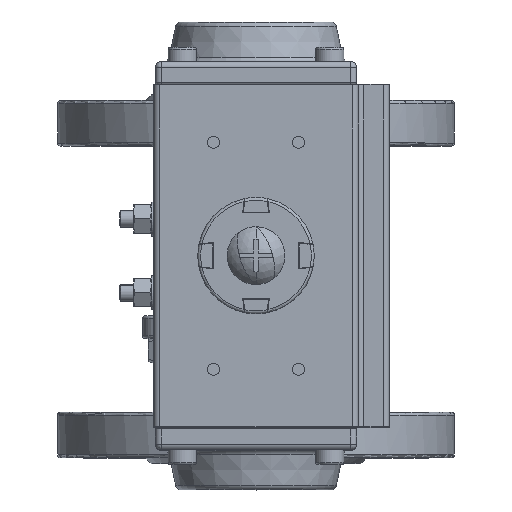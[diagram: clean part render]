
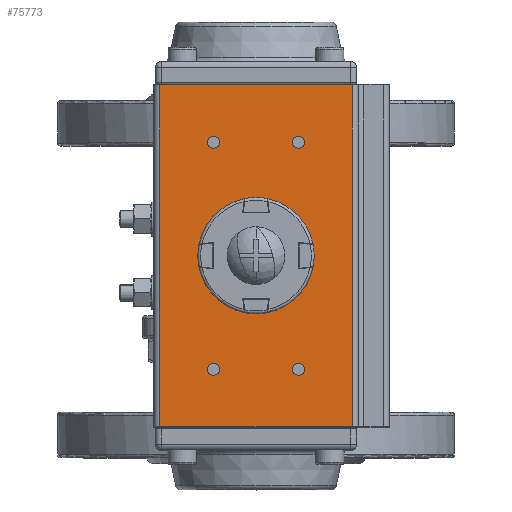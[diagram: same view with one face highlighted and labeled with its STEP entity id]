
A CAD part, top view. The second image highlights one B-rep face of the part: STEP entity #75773.
In plain terms, the highlighted planar face has unit normal (0, 0, 1).
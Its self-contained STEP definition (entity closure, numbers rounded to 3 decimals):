
#75634=CARTESIAN_POINT('',(-34.,-60.5,160.));
#75635=DIRECTION('',(0.,-0.,-1.));
#75636=DIRECTION('',(1.,-0.,0.));
#75637=AXIS2_PLACEMENT_3D('',#75634,#75635,#75636);
#75638=PLANE('',#75637);
#75639=CARTESIAN_POINT('',(-15.,37.9,160.));
#75640=VERTEX_POINT('',#75639);
#75641=CARTESIAN_POINT('',(-15.,42.1,160.));
#75642=VERTEX_POINT('',#75641);
#75643=CARTESIAN_POINT('',(-15.,40.,160.));
#75644=DIRECTION('',(-0.,0.,1.));
#75645=DIRECTION('',(-0.,-1.,0.));
#75646=AXIS2_PLACEMENT_3D('',#75643,#75644,#75645);
#75647=CIRCLE('',#75646,2.1);
#75648=EDGE_CURVE('NONE',#75640,#75642,#75647,.T.);
#75649=ORIENTED_EDGE('',*,*,#75648,.F.);
#75650=CARTESIAN_POINT('',(-15.,40.,160.));
#75651=DIRECTION('',(-0.,0.,1.));
#75652=DIRECTION('',(-0.,-1.,0.));
#75653=AXIS2_PLACEMENT_3D('',#75650,#75651,#75652);
#75654=CIRCLE('',#75653,2.1);
#75655=EDGE_CURVE('NONE',#75642,#75640,#75654,.T.);
#75656=ORIENTED_EDGE('',*,*,#75655,.F.);
#75657=EDGE_LOOP('',(#75649,#75656));
#75658=FACE_BOUND('',#75657,.T.);
#75659=CARTESIAN_POINT('',(15.,37.9,160.));
#75660=VERTEX_POINT('',#75659);
#75661=CARTESIAN_POINT('',(15.,42.1,160.));
#75662=VERTEX_POINT('',#75661);
#75663=CARTESIAN_POINT('',(15.,40.,160.));
#75664=DIRECTION('',(-0.,0.,1.));
#75665=DIRECTION('',(-0.,-1.,0.));
#75666=AXIS2_PLACEMENT_3D('',#75663,#75664,#75665);
#75667=CIRCLE('',#75666,2.1);
#75668=EDGE_CURVE('NONE',#75660,#75662,#75667,.T.);
#75669=ORIENTED_EDGE('',*,*,#75668,.F.);
#75670=CARTESIAN_POINT('',(15.,40.,160.));
#75671=DIRECTION('',(-0.,0.,1.));
#75672=DIRECTION('',(-0.,-1.,0.));
#75673=AXIS2_PLACEMENT_3D('',#75670,#75671,#75672);
#75674=CIRCLE('',#75673,2.1);
#75675=EDGE_CURVE('NONE',#75662,#75660,#75674,.T.);
#75676=ORIENTED_EDGE('',*,*,#75675,.F.);
#75677=EDGE_LOOP('',(#75669,#75676));
#75678=FACE_BOUND('',#75677,.T.);
#75679=CARTESIAN_POINT('',(34.,-60.279,160.));
#75680=VERTEX_POINT('',#75679);
#75681=CARTESIAN_POINT('',(34.,60.279,160.));
#75682=VERTEX_POINT('',#75681);
#75683=CARTESIAN_POINT('',(34.,-60.279,160.));
#75684=DIRECTION('',(0.,1.,-0.));
#75685=VECTOR('',#75684,120.558);
#75686=LINE('',#75683,#75685);
#75687=EDGE_CURVE('',#75680,#75682,#75686,.T.);
#75688=ORIENTED_EDGE('',*,*,#75687,.T.);
#75689=CARTESIAN_POINT('',(-34.,60.279,160.));
#75690=VERTEX_POINT('',#75689);
#75691=CARTESIAN_POINT('',(34.,60.279,160.));
#75692=DIRECTION('',(-1.,0.,-0.));
#75693=VECTOR('',#75692,68.);
#75694=LINE('',#75691,#75693);
#75695=EDGE_CURVE('',#75682,#75690,#75694,.T.);
#75696=ORIENTED_EDGE('',*,*,#75695,.T.);
#75697=CARTESIAN_POINT('',(-34.,-60.279,160.));
#75698=VERTEX_POINT('',#75697);
#75699=CARTESIAN_POINT('',(-34.,-60.279,160.));
#75700=DIRECTION('',(0.,1.,-0.));
#75701=VECTOR('',#75700,120.558);
#75702=LINE('',#75699,#75701);
#75703=EDGE_CURVE('',#75698,#75690,#75702,.T.);
#75704=ORIENTED_EDGE('',*,*,#75703,.F.);
#75705=CARTESIAN_POINT('',(-34.,-60.279,160.));
#75706=DIRECTION('',(1.,-0.,0.));
#75707=VECTOR('',#75706,68.);
#75708=LINE('',#75705,#75707);
#75709=EDGE_CURVE('',#75698,#75680,#75708,.T.);
#75710=ORIENTED_EDGE('',*,*,#75709,.T.);
#75711=EDGE_LOOP('',(#75688,#75696,#75704,#75710));
#75712=FACE_BOUND('',#75711,.T.);
#75713=CARTESIAN_POINT('',(-15.,-42.1,160.));
#75714=VERTEX_POINT('',#75713);
#75715=CARTESIAN_POINT('',(-15.,-37.9,160.));
#75716=VERTEX_POINT('',#75715);
#75717=CARTESIAN_POINT('',(-15.,-40.,160.));
#75718=DIRECTION('',(-0.,0.,1.));
#75719=DIRECTION('',(-0.,-1.,0.));
#75720=AXIS2_PLACEMENT_3D('',#75717,#75718,#75719);
#75721=CIRCLE('',#75720,2.1);
#75722=EDGE_CURVE('NONE',#75714,#75716,#75721,.T.);
#75723=ORIENTED_EDGE('',*,*,#75722,.F.);
#75724=CARTESIAN_POINT('',(-15.,-40.,160.));
#75725=DIRECTION('',(-0.,0.,1.));
#75726=DIRECTION('',(-0.,-1.,0.));
#75727=AXIS2_PLACEMENT_3D('',#75724,#75725,#75726);
#75728=CIRCLE('',#75727,2.1);
#75729=EDGE_CURVE('NONE',#75716,#75714,#75728,.T.);
#75730=ORIENTED_EDGE('',*,*,#75729,.F.);
#75731=EDGE_LOOP('',(#75723,#75730));
#75732=FACE_BOUND('',#75731,.T.);
#75733=CARTESIAN_POINT('',(15.,-42.1,160.));
#75734=VERTEX_POINT('',#75733);
#75735=CARTESIAN_POINT('',(15.,-37.9,160.));
#75736=VERTEX_POINT('',#75735);
#75737=CARTESIAN_POINT('',(15.,-40.,160.));
#75738=DIRECTION('',(-0.,0.,1.));
#75739=DIRECTION('',(-0.,-1.,0.));
#75740=AXIS2_PLACEMENT_3D('',#75737,#75738,#75739);
#75741=CIRCLE('',#75740,2.1);
#75742=EDGE_CURVE('NONE',#75734,#75736,#75741,.T.);
#75743=ORIENTED_EDGE('',*,*,#75742,.F.);
#75744=CARTESIAN_POINT('',(15.,-40.,160.));
#75745=DIRECTION('',(-0.,0.,1.));
#75746=DIRECTION('',(-0.,-1.,0.));
#75747=AXIS2_PLACEMENT_3D('',#75744,#75745,#75746);
#75748=CIRCLE('',#75747,2.1);
#75749=EDGE_CURVE('NONE',#75736,#75734,#75748,.T.);
#75750=ORIENTED_EDGE('',*,*,#75749,.F.);
#75751=EDGE_LOOP('',(#75743,#75750));
#75752=FACE_BOUND('',#75751,.T.);
#75753=CARTESIAN_POINT('',(0.,-9.,160.));
#75754=VERTEX_POINT('',#75753);
#75755=CARTESIAN_POINT('',(0.,9.,160.));
#75756=VERTEX_POINT('',#75755);
#75757=CARTESIAN_POINT('',(0.,-0.,160.));
#75758=DIRECTION('',(0.,-0.,-1.));
#75759=DIRECTION('',(1.,-0.,0.));
#75760=AXIS2_PLACEMENT_3D('',#75757,#75758,#75759);
#75761=CIRCLE('',#75760,9.);
#75762=EDGE_CURVE('',#75754,#75756,#75761,.T.);
#75763=ORIENTED_EDGE('',*,*,#75762,.T.);
#75764=CARTESIAN_POINT('',(0.,-0.,160.));
#75765=DIRECTION('',(0.,-0.,-1.));
#75766=DIRECTION('',(1.,-0.,0.));
#75767=AXIS2_PLACEMENT_3D('',#75764,#75765,#75766);
#75768=CIRCLE('',#75767,9.);
#75769=EDGE_CURVE('',#75756,#75754,#75768,.T.);
#75770=ORIENTED_EDGE('',*,*,#75769,.T.);
#75771=EDGE_LOOP('',(#75763,#75770));
#75772=FACE_BOUND('',#75771,.T.);
#75773=ADVANCED_FACE('',(#75658,#75678,#75712,#75732,#75752,#75772),#75638,.F.);
